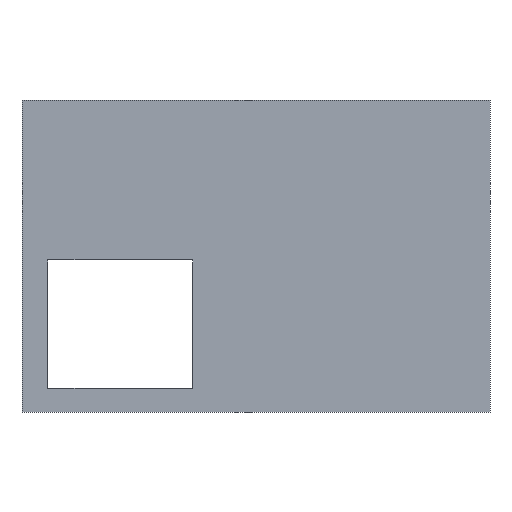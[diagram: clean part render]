
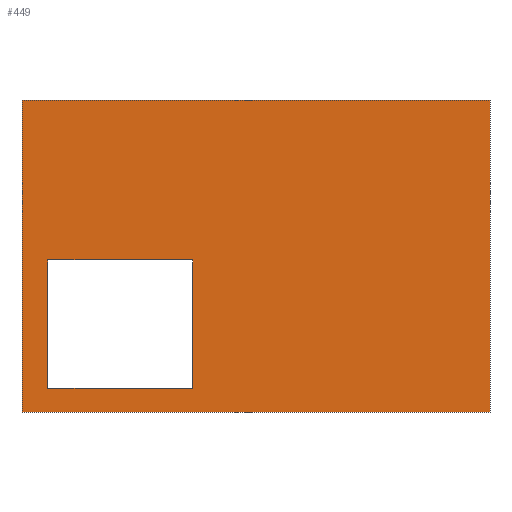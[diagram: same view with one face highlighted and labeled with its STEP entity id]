
A CAD part, front view. The second image highlights one B-rep face of the part: STEP entity #449.
In plain terms, the highlighted planar face has unit normal (0, -1, 0).
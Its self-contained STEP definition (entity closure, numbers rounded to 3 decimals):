
#5 = CARTESIAN_POINT ( 'NONE',  ( -106.723, 0., -103.435 ) ) ;
#10 = EDGE_CURVE ( 'NONE', #452, #233, #38, .T. ) ;
#12 = CARTESIAN_POINT ( 'NONE',  ( -106.723, 0., 0. ) ) ;
#21 = LINE ( 'NONE', #186, #223 ) ;
#30 = VECTOR ( 'NONE', #443, 1000. ) ;
#38 = LINE ( 'NONE', #214, #438 ) ;
#39 = AXIS2_PLACEMENT_3D ( 'NONE', #167, #287, #355 ) ;
#42 = EDGE_CURVE ( 'NONE', #233, #335, #464, .T. ) ;
#44 = VECTOR ( 'NONE', #57, 1000. ) ;
#57 = DIRECTION ( 'NONE',  ( 0., 0., 1. ) ) ;
#64 = LINE ( 'NONE', #463, #363 ) ;
#65 = ORIENTED_EDGE ( 'NONE', *, *, #404, .F. ) ;
#68 = CARTESIAN_POINT ( 'NONE',  ( 0., 0., -112. ) ) ;
#69 = PLANE ( 'NONE',  #39 ) ;
#70 = LINE ( 'NONE', #210, #353 ) ;
#80 = VERTEX_POINT ( 'NONE', #326 ) ;
#87 = LINE ( 'NONE', #232, #111 ) ;
#88 = EDGE_CURVE ( 'NONE', #336, #185, #64, .T. ) ;
#105 = DIRECTION ( 'NONE',  ( 0., 0., 1. ) ) ;
#107 = CARTESIAN_POINT ( 'NONE',  ( 0., 0., 0. ) ) ;
#111 = VECTOR ( 'NONE', #123, 1000. ) ;
#123 = DIRECTION ( 'NONE',  ( 1., 0., 0. ) ) ;
#128 = ORIENTED_EDGE ( 'NONE', *, *, #88, .T. ) ;
#146 = EDGE_CURVE ( 'NONE', #185, #324, #70, .T. ) ;
#152 = CARTESIAN_POINT ( 'NONE',  ( -158.723, 0., -57.435 ) ) ;
#167 = CARTESIAN_POINT ( 'NONE',  ( 0., 0., 0. ) ) ;
#185 = VERTEX_POINT ( 'NONE', #152 ) ;
#186 = CARTESIAN_POINT ( 'NONE',  ( 0., 0., -103.435 ) ) ;
#187 = ORIENTED_EDGE ( 'NONE', *, *, #366, .F. ) ;
#210 = CARTESIAN_POINT ( 'NONE',  ( 0., 0., -57.435 ) ) ;
#211 = DIRECTION ( 'NONE',  ( -1., 0., 0. ) ) ;
#214 = CARTESIAN_POINT ( 'NONE',  ( 0., 0., 0. ) ) ;
#223 = VECTOR ( 'NONE', #459, 1000. ) ;
#228 = LINE ( 'NONE', #343, #44 ) ;
#232 = CARTESIAN_POINT ( 'NONE',  ( 0., 0., 0. ) ) ;
#233 = VERTEX_POINT ( 'NONE', #448 ) ;
#260 = ORIENTED_EDGE ( 'NONE', *, *, #359, .F. ) ;
#267 = ORIENTED_EDGE ( 'NONE', *, *, #10, .F. ) ;
#268 = EDGE_LOOP ( 'NONE', ( #128, #444, #65, #430 ) ) ;
#271 = EDGE_LOOP ( 'NONE', ( #267, #187, #260, #367 ) ) ;
#281 = DIRECTION ( 'NONE',  ( 1., 0., 0. ) ) ;
#287 = DIRECTION ( 'NONE',  ( 0., 1., 0. ) ) ;
#297 = LINE ( 'NONE', #12, #30 ) ;
#304 = CARTESIAN_POINT ( 'NONE',  ( -158.723, 0., -103.435 ) ) ;
#317 = FACE_BOUND ( 'NONE', #268, .T. ) ;
#324 = VERTEX_POINT ( 'NONE', #421 ) ;
#326 = CARTESIAN_POINT ( 'NONE',  ( -168., 0., 0. ) ) ;
#328 = DIRECTION ( 'NONE',  ( 0., 0., -1. ) ) ;
#334 = CARTESIAN_POINT ( 'NONE',  ( -168., 0., -112. ) ) ;
#335 = VERTEX_POINT ( 'NONE', #334 ) ;
#336 = VERTEX_POINT ( 'NONE', #304 ) ;
#343 = CARTESIAN_POINT ( 'NONE',  ( -168., 0., 0. ) ) ;
#353 = VECTOR ( 'NONE', #281, 1000. ) ;
#355 = DIRECTION ( 'NONE',  ( 0., 0., 1. ) ) ;
#359 = EDGE_CURVE ( 'NONE', #335, #80, #228, .T. ) ;
#363 = VECTOR ( 'NONE', #105, 1000. ) ;
#366 = EDGE_CURVE ( 'NONE', #80, #452, #87, .T. ) ;
#367 = ORIENTED_EDGE ( 'NONE', *, *, #42, .F. ) ;
#388 = FACE_OUTER_BOUND ( 'NONE', #271, .T. ) ;
#400 = EDGE_CURVE ( 'NONE', #336, #447, #21, .T. ) ;
#404 = EDGE_CURVE ( 'NONE', #447, #324, #297, .T. ) ;
#421 = CARTESIAN_POINT ( 'NONE',  ( -106.723, 0., -57.435 ) ) ;
#430 = ORIENTED_EDGE ( 'NONE', *, *, #400, .F. ) ;
#438 = VECTOR ( 'NONE', #328, 1000. ) ;
#441 = VECTOR ( 'NONE', #211, 1000. ) ;
#443 = DIRECTION ( 'NONE',  ( 0., 0., 1. ) ) ;
#444 = ORIENTED_EDGE ( 'NONE', *, *, #146, .T. ) ;
#447 = VERTEX_POINT ( 'NONE', #5 ) ;
#448 = CARTESIAN_POINT ( 'NONE',  ( 0., 0., -112. ) ) ;
#449 = ADVANCED_FACE ( 'NONE', ( #317, #388 ), #69, .F. ) ;
#452 = VERTEX_POINT ( 'NONE', #107 ) ;
#459 = DIRECTION ( 'NONE',  ( 1., 0., 0. ) ) ;
#463 = CARTESIAN_POINT ( 'NONE',  ( -158.723, 0., 0. ) ) ;
#464 = LINE ( 'NONE', #68, #441 ) ;
